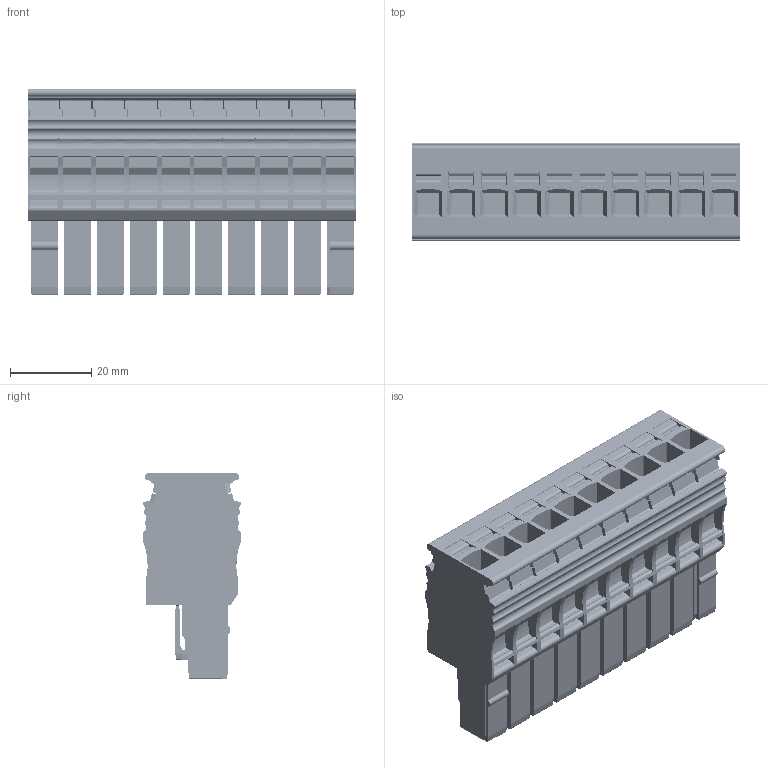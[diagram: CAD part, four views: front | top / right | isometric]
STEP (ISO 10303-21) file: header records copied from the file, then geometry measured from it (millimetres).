
FILE_DESCRIPTION(('CATIA V5 STEP Exchange','CAx-IF Rec.Pracs.--- Model Styling and Organization---1.4--- 2014-01-23'),'2;1');
FILE_NAME ('1369313-2_0', '2022-04-25T08:34:00+00:00', ('none'), ('Weidmueller'), 'CATIA Version 5-6 Release 2016 SP3 HF44', 'CATIA V5 STEP AP214', 'none');
FILE_SCHEMA(('AUTOMOTIVE_DESIGN { 1 0 10303 214 1 1 1 1 }'));
Products named in the file (1): 2829070000
Bounding box: 81 x 24.3 x 50.95 mm (x, y, z)
Volume: 59756.4 mm3; surface area: 50156.2 mm2
Topology: 21 solids, 75 shells, 6575 faces, 16887 edges, 10678 vertices
Faces by surface type: plane 2658, cylinder 2207, cone 905, torus 578, extrusion 135, bspline 92
Entity records: 195858 total; most frequent: CARTESIAN_POINT 47317, ORIENTED_EDGE 33766, DIRECTION 24780, EDGE_CURVE 16883, VERTEX_POINT 10678, AXIS2_PLACEMENT_3D 10105, VECTOR 9739, LINE 9604
